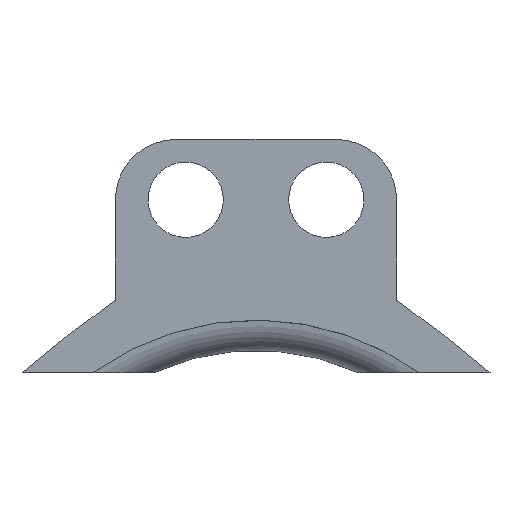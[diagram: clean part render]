
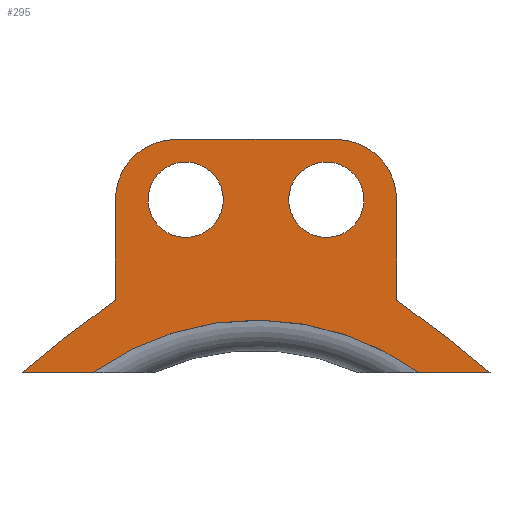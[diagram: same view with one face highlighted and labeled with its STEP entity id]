
A CAD part, top view. The second image highlights one B-rep face of the part: STEP entity #295.
In plain terms, the highlighted planar face has unit normal (0, 0, 1).
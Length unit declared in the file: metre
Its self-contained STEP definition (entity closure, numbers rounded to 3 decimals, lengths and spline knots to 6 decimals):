
#15=CIRCLE('',#313,0.02767);
#22=CIRCLE('',#326,0.006);
#23=CIRCLE('',#330,0.006);
#24=CIRCLE('',#332,0.00375);
#25=CIRCLE('',#333,0.00375);
#37=B_SPLINE_CURVE_WITH_KNOTS('',3,(#515,#516,#517,#518),.UNSPECIFIED.,
 .F.,.F.,(4,4),(0.,1.),.PIECEWISE_BEZIER_KNOTS.);
#38=B_SPLINE_CURVE_WITH_KNOTS('',3,(#529,#530,#531,#532),.UNSPECIFIED.,
 .F.,.F.,(4,4),(0.,1.),.PIECEWISE_BEZIER_KNOTS.);
#103=ORIENTED_EDGE('',*,*,#157,.T.);
#104=ORIENTED_EDGE('',*,*,#158,.T.);
#105=ORIENTED_EDGE('',*,*,#145,.T.);
#106=ORIENTED_EDGE('',*,*,#148,.T.);
#107=ORIENTED_EDGE('',*,*,#150,.F.);
#108=ORIENTED_EDGE('',*,*,#151,.F.);
#109=ORIENTED_EDGE('',*,*,#130,.F.);
#110=ORIENTED_EDGE('',*,*,#125,.F.);
#111=ORIENTED_EDGE('',*,*,#124,.F.);
#112=ORIENTED_EDGE('',*,*,#153,.T.);
#113=ORIENTED_EDGE('',*,*,#155,.T.);
#114=ORIENTED_EDGE('',*,*,#156,.T.);
#124=EDGE_CURVE('',#164,#160,#191,.T.);
#125=EDGE_CURVE('',#160,#165,#15,.T.);
#130=EDGE_CURVE('',#165,#169,#194,.T.);
#145=EDGE_CURVE('',#180,#179,#201,.T.);
#148=EDGE_CURVE('',#179,#181,#22,.T.);
#150=EDGE_CURVE('',#182,#181,#205,.T.);
#151=EDGE_CURVE('',#169,#182,#37,.T.);
#153=EDGE_CURVE('',#164,#183,#38,.T.);
#155=EDGE_CURVE('',#183,#184,#208,.T.);
#156=EDGE_CURVE('',#184,#180,#23,.T.);
#157=EDGE_CURVE('',#185,#185,#24,.F.);
#158=EDGE_CURVE('',#186,#186,#25,.F.);
#160=VERTEX_POINT('',#414);
#164=VERTEX_POINT('',#430);
#165=VERTEX_POINT('',#434);
#169=VERTEX_POINT('',#461);
#179=VERTEX_POINT('',#495);
#180=VERTEX_POINT('',#497);
#181=VERTEX_POINT('',#501);
#182=VERTEX_POINT('',#505);
#183=VERTEX_POINT('',#528);
#184=VERTEX_POINT('',#535);
#185=VERTEX_POINT('',#541);
#186=VERTEX_POINT('',#543);
#191=LINE('',#431,#213);
#194=LINE('',#460,#216);
#201=LINE('',#496,#223);
#205=LINE('',#506,#227);
#208=LINE('',#536,#230);
#213=VECTOR('',#344,1.);
#216=VECTOR('',#353,1.);
#223=VECTOR('',#380,1.);
#227=VECTOR('',#390,1.);
#230=VECTOR('',#395,1.);
#246=EDGE_LOOP('',(#103));
#247=EDGE_LOOP('',(#104));
#248=EDGE_LOOP('',(#105,#106,#107,#108,#109,#110,#111,#112,#113,#114));
#268=FACE_BOUND('',#246,.T.);
#269=FACE_BOUND('',#247,.T.);
#270=FACE_BOUND('',#248,.T.);
#281=PLANE('',#331);
#295=ADVANCED_FACE('',(#268,#269,#270),#281,.T.);
#313=AXIS2_PLACEMENT_3D('',#433,#347,#348);
#326=AXIS2_PLACEMENT_3D('',#502,#385,#386);
#330=AXIS2_PLACEMENT_3D('',#538,#398,#399);
#331=AXIS2_PLACEMENT_3D('',#539,#400,#401);
#332=AXIS2_PLACEMENT_3D('',#540,#402,#403);
#333=AXIS2_PLACEMENT_3D('',#542,#404,#405);
#344=DIRECTION('',(-1.,0.,0.));
#347=DIRECTION('',(0.,0.,1.));
#348=DIRECTION('',(1.,0.,0.));
#353=DIRECTION('',(-1.,0.,0.));
#380=DIRECTION('',(-1.,0.,0.));
#385=DIRECTION('',(0.,0.,1.));
#386=DIRECTION('',(1.,0.,0.));
#390=DIRECTION('',(0.,1.,0.));
#395=DIRECTION('',(0.,1.,0.));
#398=DIRECTION('',(0.,0.,1.));
#399=DIRECTION('',(1.,0.,0.));
#400=DIRECTION('',(0.,0.,1.));
#401=DIRECTION('',(1.,0.,0.));
#402=DIRECTION('',(0.,0.,1.));
#403=DIRECTION('',(1.,0.,0.));
#404=DIRECTION('',(0.,0.,1.));
#405=DIRECTION('',(1.,0.,0.));
#414=CARTESIAN_POINT('',(0.016147,0.0223,0.002));
#430=CARTESIAN_POINT('',(0.023297,0.0223,0.002));
#431=CARTESIAN_POINT('',(0.01773,0.0223,0.002));
#433=CARTESIAN_POINT('',(0.,-0.00017,0.002));
#434=CARTESIAN_POINT('',(-0.016147,0.0223,0.002));
#460=CARTESIAN_POINT('',(-0.021305,0.0223,0.002));
#461=CARTESIAN_POINT('',(-0.023297,0.0223,0.002));
#495=CARTESIAN_POINT('',(-0.008,0.0455,0.002));
#496=CARTESIAN_POINT('',(0.,0.0455,0.002));
#497=CARTESIAN_POINT('',(0.008,0.0455,0.002));
#501=CARTESIAN_POINT('',(-0.014,0.0395,0.002));
#502=CARTESIAN_POINT('',(-0.008,0.0395,0.002));
#505=CARTESIAN_POINT('',(-0.014,0.0295,0.002));
#506=CARTESIAN_POINT('',(-0.014,0.0375,0.002));
#515=CARTESIAN_POINT('',(-0.0295,0.,0.002));
#516=CARTESIAN_POINT('',(-0.03016,0.019827,0.002));
#517=CARTESIAN_POINT('',(-0.024956,0.021142,0.002));
#518=CARTESIAN_POINT('',(-0.014,0.0295,0.002));
#528=CARTESIAN_POINT('',(0.014,0.0295,0.002));
#529=CARTESIAN_POINT('',(0.0295,0.,0.002));
#530=CARTESIAN_POINT('',(0.03016,0.019827,0.002));
#531=CARTESIAN_POINT('',(0.024956,0.021142,0.002));
#532=CARTESIAN_POINT('',(0.014,0.0295,0.002));
#535=CARTESIAN_POINT('',(0.014,0.0395,0.002));
#536=CARTESIAN_POINT('',(0.014,0.0375,0.002));
#538=CARTESIAN_POINT('',(0.008,0.0395,0.002));
#539=CARTESIAN_POINT('',(0.,0.008,0.002));
#540=CARTESIAN_POINT('',(-0.007,0.0395,0.002));
#541=CARTESIAN_POINT('',(-0.00325,0.0395,0.002));
#542=CARTESIAN_POINT('',(0.007,0.0395,0.002));
#543=CARTESIAN_POINT('',(0.01075,0.0395,0.002));
